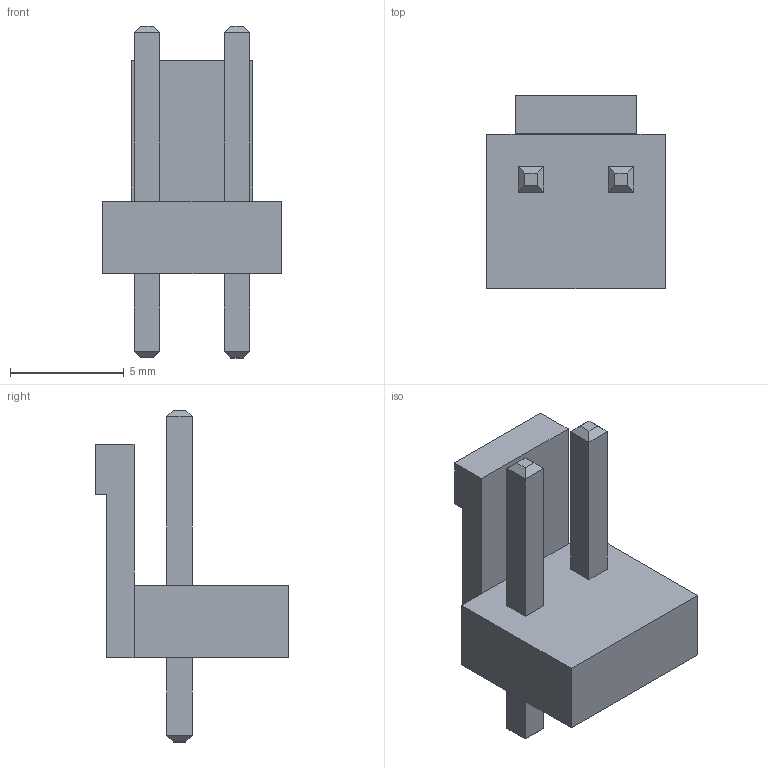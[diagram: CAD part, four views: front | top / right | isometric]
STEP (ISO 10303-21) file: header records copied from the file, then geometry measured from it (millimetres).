
FILE_DESCRIPTION(/* description */ (''),/* implementation_level */ '2;1');
FILE_NAME(/* name */ 'VH Connector 2pin.step',/* time_stamp */ '2024-05-26T11:47:49+09:00',/* author */ (''),/* organization */ (''),/* preprocessor_version */ 'ST-DEVELOPER v20',/* originating_system */ 'Autodesk Translation Framework v13.14.0.145',/* authorisation */ '');
FILE_SCHEMA (('AUTOMOTIVE_DESIGN { 1 0 10303 214 3 1 1 }'));
Length unit declared in the file: millimetre
Products named in the file (1): VH Connector 2pin
Bounding box: 7.86 x 8.5 x 14.6 mm (x, y, z)
Volume: 266.3 mm3; surface area: 410.3 mm2
Topology: 1 solids, 1 shells, 50 faces, 114 edges, 70 vertices
Faces by surface type: plane 50
Entity records: 1437 total; most frequent: CARTESIAN_POINT 235, ORIENTED_EDGE 228, DIRECTION 216, LINE 114, VECTOR 114, EDGE_CURVE 114, VERTEX_POINT 70, EDGE_LOOP 54
